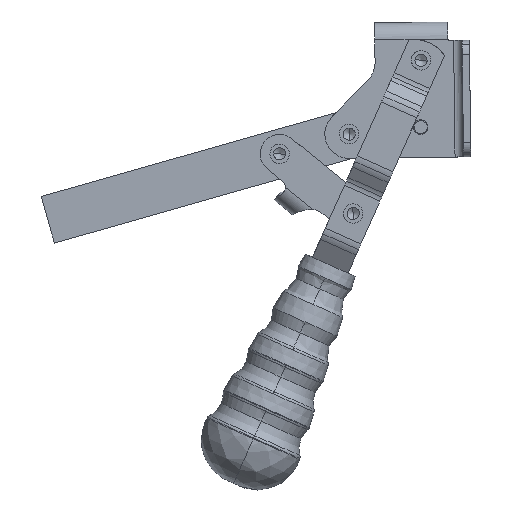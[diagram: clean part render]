
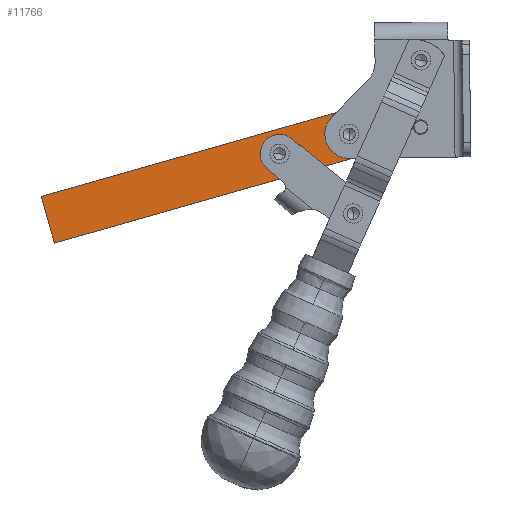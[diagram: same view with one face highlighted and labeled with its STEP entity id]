
A CAD part, front view. The second image highlights one B-rep face of the part: STEP entity #11766.
In plain terms, the highlighted planar face has unit normal (0, -1, 0).
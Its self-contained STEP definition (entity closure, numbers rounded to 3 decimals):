
#6699=CARTESIAN_POINT('',(-132.408,-57.014,-184.84));
#6700=VERTEX_POINT('',#6699);
#6716=CARTESIAN_POINT('',(-126.539,-57.014,-186.585));
#6717=VERTEX_POINT('',#6716);
#6724=CARTESIAN_POINT('',(-131.58,-57.014,-192.797));
#6725=DIRECTION('',(0.,1.,0.));
#6726=DIRECTION('',(-0.104,0.,0.995));
#6727=AXIS2_PLACEMENT_3D('',#6724,#6725,#6726);
#6728=CIRCLE('',#6727,8.0);
#6729=EDGE_CURVE('',#6700,#6717,#6728,.T.);
#9943=CARTESIAN_POINT('',(-108.262,-57.014,-175.77));
#9944=VERTEX_POINT('',#9943);
#9951=CARTESIAN_POINT('',(-110.123,-57.014,-177.677));
#9952=VERTEX_POINT('',#9951);
#9953=CARTESIAN_POINT('',(-110.123,-57.014,-177.677));
#9954=DIRECTION('',(0.698,0.,0.716));
#9955=VECTOR('',#9954,2.665);
#9956=LINE('',#9953,#9955);
#9957=EDGE_CURVE('',#9952,#9944,#9956,.T.);
#9976=CARTESIAN_POINT('',(-102.839,-57.014,-194.659));
#9977=VERTEX_POINT('',#9976);
#9978=CARTESIAN_POINT('',(-102.964,-57.014,-184.659));
#9979=DIRECTION('',(0.,1.,0.));
#9980=DIRECTION('',(-0.716,0.,0.698));
#9981=AXIS2_PLACEMENT_3D('',#9978,#9979,#9980);
#9982=CIRCLE('',#9981,10.0);
#9983=EDGE_CURVE('',#9977,#9952,#9982,.T.);
#10274=CARTESIAN_POINT('',(-101.509,-57.014,-194.642));
#10275=VERTEX_POINT('',#10274);
#10276=CARTESIAN_POINT('',(-102.839,-57.014,-194.659));
#10277=DIRECTION('',(1.,0.,0.013));
#10278=VECTOR('',#10277,1.331);
#10279=LINE('',#10276,#10278);
#10280=EDGE_CURVE('',#9977,#10275,#10279,.T.);
#11619=CARTESIAN_POINT('',(-224.31,-57.014,-229.562));
#11620=VERTEX_POINT('',#11619);
#11621=CARTESIAN_POINT('',(-229.78,-57.014,-210.325));
#11622=VERTEX_POINT('',#11621);
#11623=CARTESIAN_POINT('',(-224.31,-57.014,-229.562));
#11624=DIRECTION('',(-0.274,0.,0.962));
#11625=VECTOR('',#11624,20.);
#11626=LINE('',#11623,#11625);
#11627=EDGE_CURVE('',#11620,#11622,#11626,.T.);
#11664=CARTESIAN_POINT('',(-112.69,-57.014,-197.822));
#11665=VERTEX_POINT('',#11664);
#11666=CARTESIAN_POINT('',(-101.509,-57.014,-194.642));
#11667=DIRECTION('',(-0.962,0.,-0.274));
#11668=VECTOR('',#11667,11.625);
#11669=LINE('',#11666,#11668);
#11670=EDGE_CURVE('',#10275,#11665,#11669,.T.);
#11672=CARTESIAN_POINT('',(-131.494,-57.014,-203.169));
#11673=VERTEX_POINT('',#11672);
#11680=CARTESIAN_POINT('',(-131.494,-57.014,-203.169));
#11681=DIRECTION('',(-0.962,0.,-0.274));
#11682=VECTOR('',#11681,96.496);
#11683=LINE('',#11680,#11682);
#11684=EDGE_CURVE('',#11673,#11620,#11683,.T.);
#11715=CARTESIAN_POINT('',(-229.78,-57.014,-210.325));
#11716=DIRECTION('',(0.962,0.,0.274));
#11717=VECTOR('',#11716,126.335);
#11718=LINE('',#11715,#11717);
#11719=EDGE_CURVE('',#11622,#9944,#11718,.T.);
#11730=CARTESIAN_POINT('',(-160.195,-57.014,-200.934));
#11731=DIRECTION('',(0.0,-1.0,0.0));
#11732=DIRECTION('',(0.962,0.0,0.274));
#11733=AXIS2_PLACEMENT_3D('',#11730,#11731,#11732);
#11734=PLANE('',#11733);
#11735=CARTESIAN_POINT('',(-126.539,-57.014,-186.585));
#11736=DIRECTION('',(0.777,0.,-0.63));
#11737=VECTOR('',#11736,17.834);
#11738=LINE('',#11735,#11737);
#11739=EDGE_CURVE('',#6717,#11665,#11738,.T.);
#11740=ORIENTED_EDGE('',*,*,#11739,.T.);
#11741=ORIENTED_EDGE('',*,*,#11670,.F.);
#11742=ORIENTED_EDGE('',*,*,#10280,.F.);
#11743=ORIENTED_EDGE('',*,*,#9983,.T.);
#11744=ORIENTED_EDGE('',*,*,#9957,.T.);
#11745=ORIENTED_EDGE('',*,*,#11719,.F.);
#11746=ORIENTED_EDGE('',*,*,#11627,.F.);
#11747=ORIENTED_EDGE('',*,*,#11684,.F.);
#11748=CARTESIAN_POINT('',(-136.62,-57.014,-199.009));
#11749=VERTEX_POINT('',#11748);
#11750=CARTESIAN_POINT('',(-131.494,-57.014,-203.169));
#11751=DIRECTION('',(-0.777,0.,0.63));
#11752=VECTOR('',#11751,6.602);
#11753=LINE('',#11750,#11752);
#11754=EDGE_CURVE('',#11673,#11749,#11753,.T.);
#11755=ORIENTED_EDGE('',*,*,#11754,.T.);
#11756=CARTESIAN_POINT('',(-131.58,-57.014,-192.797));
#11757=DIRECTION('',(0.,1.,0.));
#11758=DIRECTION('',(-0.104,0.,0.995));
#11759=AXIS2_PLACEMENT_3D('',#11756,#11757,#11758);
#11760=CIRCLE('',#11759,8.0);
#11761=EDGE_CURVE('',#11749,#6700,#11760,.T.);
#11762=ORIENTED_EDGE('',*,*,#11761,.T.);
#11763=ORIENTED_EDGE('',*,*,#6729,.T.);
#11764=EDGE_LOOP('',(#11740,#11741,#11742,#11743,#11744,#11745,#11746,#11747,#11755,#11762,#11763));
#11765=FACE_OUTER_BOUND('',#11764,.T.);
#11766=ADVANCED_FACE('',(#11765),#11734,.T.);
